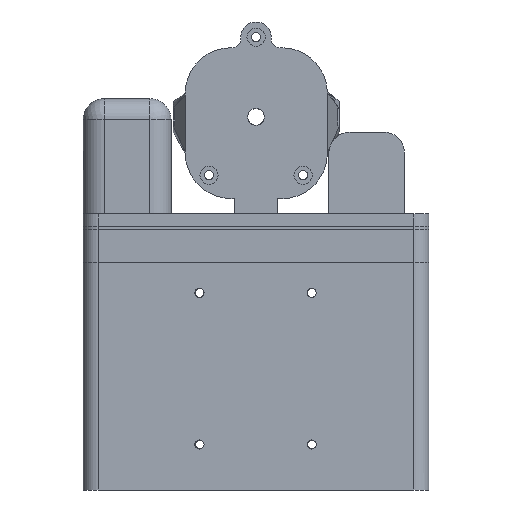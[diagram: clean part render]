
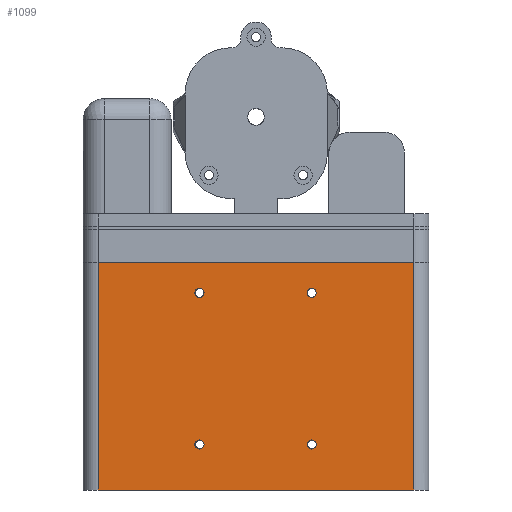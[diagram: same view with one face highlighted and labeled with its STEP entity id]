
A CAD part, front view. The second image highlights one B-rep face of the part: STEP entity #1099.
In plain terms, the highlighted planar face has unit normal (0, -1, 0).
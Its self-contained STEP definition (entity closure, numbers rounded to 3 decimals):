
#313=CARTESIAN_POINT('',(69.86,-157.0,10.0));
#314=VERTEX_POINT('',#313);
#315=CARTESIAN_POINT('',(68.36,-157.0,10.0));
#316=DIRECTION('',(0.0,1.0,0.0));
#317=DIRECTION('',(-1.0,0.0,0.0));
#318=AXIS2_PLACEMENT_3D('',#315,#316,#317);
#319=CIRCLE('',#318,1.5);
#320=EDGE_CURVE('',#314,#314,#319,.T.);
#341=CARTESIAN_POINT('',(69.86,-157.0,60.0));
#342=VERTEX_POINT('',#341);
#343=CARTESIAN_POINT('',(68.36,-157.0,60.0));
#344=DIRECTION('',(0.0,1.0,0.0));
#345=DIRECTION('',(-1.0,0.0,0.0));
#346=AXIS2_PLACEMENT_3D('',#343,#344,#345);
#347=CIRCLE('',#346,1.5);
#348=EDGE_CURVE('',#342,#342,#347,.T.);
#425=CARTESIAN_POINT('',(106.86,-157.0,10.0));
#426=VERTEX_POINT('',#425);
#427=CARTESIAN_POINT('',(105.36,-157.0,10.0));
#428=DIRECTION('',(0.0,1.0,0.0));
#429=DIRECTION('',(-1.0,0.0,0.0));
#430=AXIS2_PLACEMENT_3D('',#427,#428,#429);
#431=CIRCLE('',#430,1.5);
#432=EDGE_CURVE('',#426,#426,#431,.T.);
#453=CARTESIAN_POINT('',(106.86,-157.0,60.0));
#454=VERTEX_POINT('',#453);
#455=CARTESIAN_POINT('',(105.36,-157.0,60.0));
#456=DIRECTION('',(0.0,1.0,0.0));
#457=DIRECTION('',(-1.0,0.0,0.0));
#458=AXIS2_PLACEMENT_3D('',#455,#456,#457);
#459=CIRCLE('',#458,1.5);
#460=EDGE_CURVE('',#454,#454,#459,.T.);
#885=CARTESIAN_POINT('',(35.0,-157.0,-5.0));
#886=VERTEX_POINT('',#885);
#887=CARTESIAN_POINT('',(139.0,-157.0,-5.0));
#888=VERTEX_POINT('',#887);
#889=CARTESIAN_POINT('',(35.,-157.0,-5.0));
#890=DIRECTION('',(1.0,0.0,0.0));
#891=VECTOR('',#890,104.0);
#892=LINE('',#889,#891);
#893=EDGE_CURVE('',#886,#888,#892,.T.);
#1049=CARTESIAN_POINT('',(139.0,-157.0,0.0));
#1050=DIRECTION('',(0.0,-1.0,0.0));
#1051=DIRECTION('',(0.0,0.0,-1.0));
#1052=AXIS2_PLACEMENT_3D('',#1049,#1050,#1051);
#1053=PLANE('',#1052);
#1054=ORIENTED_EDGE('',*,*,#893,.T.);
#1055=CARTESIAN_POINT('',(139.0,-157.0,0.0));
#1056=VERTEX_POINT('',#1055);
#1057=CARTESIAN_POINT('',(139.0,-157.0,0.0));
#1058=DIRECTION('',(0.0,0.0,-1.0));
#1059=VECTOR('',#1058,5.0);
#1060=LINE('',#1057,#1059);
#1061=EDGE_CURVE('',#1056,#888,#1060,.T.);
#1062=ORIENTED_EDGE('',*,*,#1061,.F.);
#1063=CARTESIAN_POINT('',(139.0,-157.0,70.0));
#1064=VERTEX_POINT('',#1063);
#1065=CARTESIAN_POINT('',(139.0,-157.0,0.0));
#1066=DIRECTION('',(0.0,0.0,1.0));
#1067=VECTOR('',#1066,70.0);
#1068=LINE('',#1065,#1067);
#1069=EDGE_CURVE('',#1056,#1064,#1068,.T.);
#1070=ORIENTED_EDGE('',*,*,#1069,.T.);
#1071=CARTESIAN_POINT('',(35.0,-157.0,70.0));
#1072=VERTEX_POINT('',#1071);
#1073=CARTESIAN_POINT('',(139.0,-157.0,70.0));
#1074=DIRECTION('',(-1.0,0.0,0.0));
#1075=VECTOR('',#1074,104.0);
#1076=LINE('',#1073,#1075);
#1077=EDGE_CURVE('',#1064,#1072,#1076,.T.);
#1078=ORIENTED_EDGE('',*,*,#1077,.T.);
#1079=CARTESIAN_POINT('',(35.0,-157.0,-5.0));
#1080=DIRECTION('',(0.0,0.0,1.0));
#1081=VECTOR('',#1080,75.0);
#1082=LINE('',#1079,#1081);
#1083=EDGE_CURVE('',#886,#1072,#1082,.T.);
#1084=ORIENTED_EDGE('',*,*,#1083,.F.);
#1085=EDGE_LOOP('',(#1054,#1062,#1070,#1078,#1084));
#1086=FACE_OUTER_BOUND('',#1085,.T.);
#1087=ORIENTED_EDGE('',*,*,#320,.T.);
#1088=EDGE_LOOP('',(#1087));
#1089=FACE_BOUND('',#1088,.T.);
#1090=ORIENTED_EDGE('',*,*,#348,.T.);
#1091=EDGE_LOOP('',(#1090));
#1092=FACE_BOUND('',#1091,.T.);
#1093=ORIENTED_EDGE('',*,*,#432,.T.);
#1094=EDGE_LOOP('',(#1093));
#1095=FACE_BOUND('',#1094,.T.);
#1096=ORIENTED_EDGE('',*,*,#460,.T.);
#1097=EDGE_LOOP('',(#1096));
#1098=FACE_BOUND('',#1097,.T.);
#1099=ADVANCED_FACE('',(#1086,#1089,#1092,#1095,#1098),#1053,.T.);
